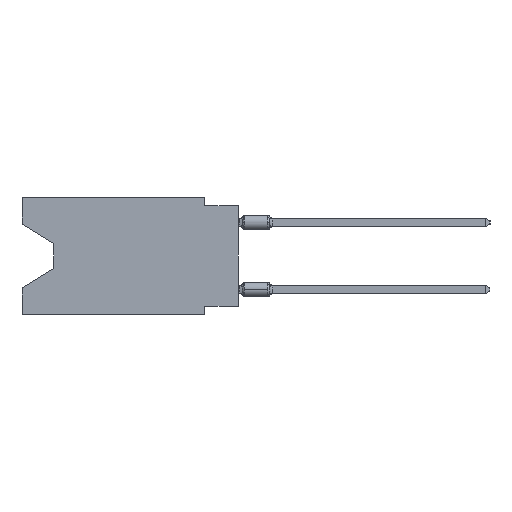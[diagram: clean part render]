
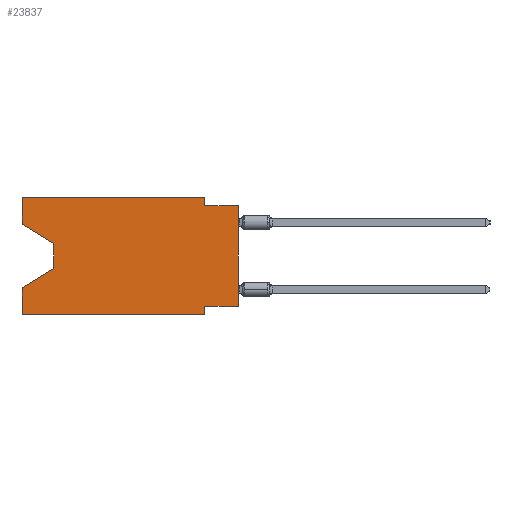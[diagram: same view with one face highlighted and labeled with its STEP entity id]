
A CAD part, left-side view. The second image highlights one B-rep face of the part: STEP entity #23837.
In plain terms, the highlighted planar face has unit normal (-1, 0, 0).
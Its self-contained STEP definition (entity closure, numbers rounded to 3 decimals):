
#667 = CARTESIAN_POINT ( 'NONE',  ( 0., 13.97, -5.385 ) ) ;
#1691 = DIRECTION ( 'NONE',  ( 1., 0., 0. ) ) ;
#2196 = CARTESIAN_POINT ( 'NONE',  ( 0., 2.54, 0. ) ) ;
#2611 = VERTEX_POINT ( 'NONE', #2196 ) ;
#2712 = CARTESIAN_POINT ( 'NONE',  ( 0., 13.97, -5.385 ) ) ;
#2759 = VERTEX_POINT ( 'NONE', #7154 ) ;
#3414 = VECTOR ( 'NONE', #11716, 1000. ) ;
#4257 = EDGE_CURVE ( 'NONE', #35415, #26414, #37052, .T. ) ;
#4682 = EDGE_CURVE ( 'NONE', #2759, #9549, #30342, .T. ) ;
#5062 = CARTESIAN_POINT ( 'NONE',  ( 0., 2.54, -8.89 ) ) ;
#5643 = ORIENTED_EDGE ( 'NONE', *, *, #35292, .F. ) ;
#6042 = DIRECTION ( 'NONE',  ( 0., -1., 0. ) ) ;
#6149 = LINE ( 'NONE', #6858, #28941 ) ;
#6680 = CARTESIAN_POINT ( 'NONE',  ( 0., 13.97, -3.505 ) ) ;
#6829 = VECTOR ( 'NONE', #9577, 1000. ) ;
#6858 = CARTESIAN_POINT ( 'NONE',  ( 0., 16.383, 0. ) ) ;
#7108 = VERTEX_POINT ( 'NONE', #15233 ) ;
#7154 = CARTESIAN_POINT ( 'NONE',  ( 0., 0., -8.255 ) ) ;
#7886 = DIRECTION ( 'NONE',  ( 0., 0., 1. ) ) ;
#8154 = LINE ( 'NONE', #5062, #43381 ) ;
#8184 = ORIENTED_EDGE ( 'NONE', *, *, #17694, .T. ) ;
#9489 = PLANE ( 'NONE',  #26224 ) ;
#9549 = VERTEX_POINT ( 'NONE', #15225 ) ;
#9577 = DIRECTION ( 'NONE',  ( 0., 0.855, -0.519 ) ) ;
#9607 = CARTESIAN_POINT ( 'NONE',  ( 0., 16.383, 0. ) ) ;
#10565 = ORIENTED_EDGE ( 'NONE', *, *, #46450, .F. ) ;
#10914 = EDGE_CURVE ( 'NONE', #16452, #36195, #39170, .T. ) ;
#11399 = DIRECTION ( 'NONE',  ( 0., -1., 0. ) ) ;
#11716 = DIRECTION ( 'NONE',  ( 0., 1., 0. ) ) ;
#11760 = CARTESIAN_POINT ( 'NONE',  ( 0., 16.383, 0. ) ) ;
#13971 = ORIENTED_EDGE ( 'NONE', *, *, #16471, .T. ) ;
#14894 = VECTOR ( 'NONE', #33736, 1000. ) ;
#15225 = CARTESIAN_POINT ( 'NONE',  ( 0., 0., -0.635 ) ) ;
#15233 = CARTESIAN_POINT ( 'NONE',  ( 0., 2.54, -8.89 ) ) ;
#15526 = LINE ( 'NONE', #29951, #14894 ) ;
#15575 = DIRECTION ( 'NONE',  ( 0., -0.855, -0.519 ) ) ;
#15579 = VECTOR ( 'NONE', #27814, 1000. ) ;
#16142 = DIRECTION ( 'NONE',  ( 0., 0., -1. ) ) ;
#16452 = VERTEX_POINT ( 'NONE', #667 ) ;
#16471 = EDGE_CURVE ( 'NONE', #35415, #29216, #16502, .T. ) ;
#16502 = LINE ( 'NONE', #40670, #18471 ) ;
#17489 = LINE ( 'NONE', #31427, #22201 ) ;
#17694 = EDGE_CURVE ( 'NONE', #29216, #16452, #17489, .T. ) ;
#18025 = EDGE_CURVE ( 'NONE', #26414, #2611, #31130, .T. ) ;
#18456 = ORIENTED_EDGE ( 'NONE', *, *, #29679, .T. ) ;
#18471 = VECTOR ( 'NONE', #15575, 1000. ) ;
#22201 = VECTOR ( 'NONE', #28118, 1000. ) ;
#22737 = ORIENTED_EDGE ( 'NONE', *, *, #25738, .F. ) ;
#23837 = ADVANCED_FACE ( 'NONE', ( #34349 ), #9489, .F. ) ;
#25069 = VECTOR ( 'NONE', #7886, 1000. ) ;
#25738 = EDGE_CURVE ( 'NONE', #37668, #36195, #6149, .T. ) ;
#26224 = AXIS2_PLACEMENT_3D ( 'NONE', #35043, #1691, #16142 ) ;
#26414 = VERTEX_POINT ( 'NONE', #11760 ) ;
#26558 = CARTESIAN_POINT ( 'NONE',  ( 0., 0., 0. ) ) ;
#26619 = CARTESIAN_POINT ( 'NONE',  ( 0., 16.383, 0. ) ) ;
#26773 = EDGE_LOOP ( 'NONE', ( #13971, #8184, #38111, #22737, #18456, #28389, #37387, #42431, #10565, #5643, #31572, #29923 ) ) ;
#26793 = EDGE_CURVE ( 'NONE', #45118, #7108, #8154, .T. ) ;
#26854 = DIRECTION ( 'NONE',  ( 0., 0., 1. ) ) ;
#27814 = DIRECTION ( 'NONE',  ( 0., 0., -1. ) ) ;
#28118 = DIRECTION ( 'NONE',  ( 0., 0., -1. ) ) ;
#28389 = ORIENTED_EDGE ( 'NONE', *, *, #26793, .F. ) ;
#28635 = DIRECTION ( 'NONE',  ( 0., 0., 1. ) ) ;
#28941 = VECTOR ( 'NONE', #28635, 1000. ) ;
#29216 = VERTEX_POINT ( 'NONE', #6680 ) ;
#29679 = EDGE_CURVE ( 'NONE', #37668, #7108, #32930, .T. ) ;
#29702 = LINE ( 'NONE', #44156, #3414 ) ;
#29923 = ORIENTED_EDGE ( 'NONE', *, *, #4257, .F. ) ;
#29951 = CARTESIAN_POINT ( 'NONE',  ( 0., 0., -0.635 ) ) ;
#30342 = LINE ( 'NONE', #26558, #25069 ) ;
#31046 = VECTOR ( 'NONE', #26854, 1000. ) ;
#31130 = LINE ( 'NONE', #9607, #42609 ) ;
#31427 = CARTESIAN_POINT ( 'NONE',  ( 0., 13.97, -3.505 ) ) ;
#31572 = ORIENTED_EDGE ( 'NONE', *, *, #18025, .F. ) ;
#31833 = CARTESIAN_POINT ( 'NONE',  ( 0., 2.54, 0. ) ) ;
#32930 = LINE ( 'NONE', #43829, #37438 ) ;
#33736 = DIRECTION ( 'NONE',  ( 0., -1., 0. ) ) ;
#34349 = FACE_OUTER_BOUND ( 'NONE', #26773, .T. ) ;
#35043 = CARTESIAN_POINT ( 'NONE',  ( 0., 16.383, 0. ) ) ;
#35292 = EDGE_CURVE ( 'NONE', #2611, #41237, #35390, .T. ) ;
#35390 = LINE ( 'NONE', #31833, #15579 ) ;
#35415 = VERTEX_POINT ( 'NONE', #46063 ) ;
#36195 = VERTEX_POINT ( 'NONE', #42812 ) ;
#36735 = EDGE_CURVE ( 'NONE', #2759, #45118, #29702, .T. ) ;
#37052 = LINE ( 'NONE', #26619, #31046 ) ;
#37099 = CARTESIAN_POINT ( 'NONE',  ( 0., 2.54, -0.635 ) ) ;
#37387 = ORIENTED_EDGE ( 'NONE', *, *, #36735, .F. ) ;
#37438 = VECTOR ( 'NONE', #11399, 1000. ) ;
#37668 = VERTEX_POINT ( 'NONE', #41572 ) ;
#38111 = ORIENTED_EDGE ( 'NONE', *, *, #10914, .T. ) ;
#39170 = LINE ( 'NONE', #2712, #6829 ) ;
#40670 = CARTESIAN_POINT ( 'NONE',  ( 0., 16.383, -2.038 ) ) ;
#41237 = VERTEX_POINT ( 'NONE', #37099 ) ;
#41572 = CARTESIAN_POINT ( 'NONE',  ( 0., 16.383, -8.89 ) ) ;
#42431 = ORIENTED_EDGE ( 'NONE', *, *, #4682, .T. ) ;
#42609 = VECTOR ( 'NONE', #6042, 1000. ) ;
#42812 = CARTESIAN_POINT ( 'NONE',  ( 0., 16.383, -6.852 ) ) ;
#43381 = VECTOR ( 'NONE', #44145, 1000. ) ;
#43829 = CARTESIAN_POINT ( 'NONE',  ( 0., 16.383, -8.89 ) ) ;
#44145 = DIRECTION ( 'NONE',  ( 0., 0., -1. ) ) ;
#44156 = CARTESIAN_POINT ( 'NONE',  ( 0., 0., -8.255 ) ) ;
#45118 = VERTEX_POINT ( 'NONE', #46570 ) ;
#46063 = CARTESIAN_POINT ( 'NONE',  ( 0., 16.383, -2.038 ) ) ;
#46450 = EDGE_CURVE ( 'NONE', #41237, #9549, #15526, .T. ) ;
#46570 = CARTESIAN_POINT ( 'NONE',  ( 0., 2.54, -8.255 ) ) ;
